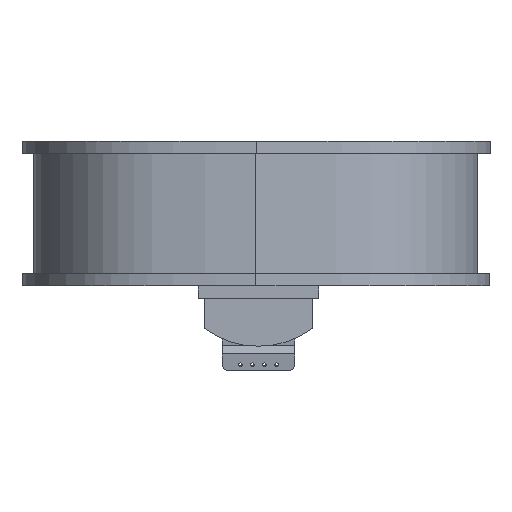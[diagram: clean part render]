
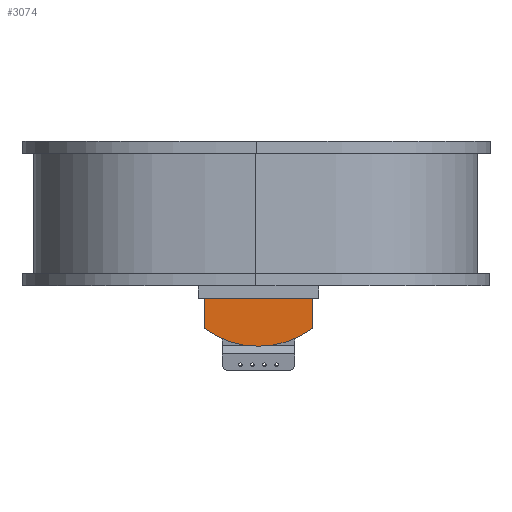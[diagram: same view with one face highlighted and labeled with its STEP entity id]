
A CAD part, front view. The second image highlights one B-rep face of the part: STEP entity #3074.
In plain terms, the highlighted planar face has unit normal (0, -1, 0).
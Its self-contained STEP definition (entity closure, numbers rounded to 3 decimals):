
#113 = VERTEX_POINT ( 'NONE', #8755 ) ;
#243 = AXIS2_PLACEMENT_3D ( 'NONE', #6299, #2149, #6996 ) ;
#252 = CARTESIAN_POINT ( 'NONE',  ( 95., 5., 35. ) ) ;
#442 = VERTEX_POINT ( 'NONE', #3972 ) ;
#718 = CIRCLE ( 'NONE', #243, 75. ) ;
#754 = EDGE_CURVE ( 'NONE', #7473, #442, #7350, .T. ) ;
#882 = AXIS2_PLACEMENT_3D ( 'NONE', #5509, #1371, #6214 ) ;
#1371 = DIRECTION ( 'NONE',  ( 0., -1., 0. ) ) ;
#1756 = ORIENTED_EDGE ( 'NONE', *, *, #5291, .T. ) ;
#1805 = VECTOR ( 'NONE', #8894, 1000. ) ;
#2082 = LINE ( 'NONE', #7783, #5547 ) ;
#2149 = DIRECTION ( 'NONE',  ( 0., -1., 0. ) ) ;
#2268 = CIRCLE ( 'NONE', #882, 75. ) ;
#2864 = FACE_OUTER_BOUND ( 'NONE', #7054, .T. ) ;
#2930 = DIRECTION ( 'NONE',  ( 0., 0., -1. ) ) ;
#3049 = CARTESIAN_POINT ( 'NONE',  ( 5., 5., 50. ) ) ;
#3061 = ORIENTED_EDGE ( 'NONE', *, *, #8778, .T. ) ;
#3074 = ADVANCED_FACE ( 'NONE', ( #2864 ), #7211, .F. ) ;
#3091 = CARTESIAN_POINT ( 'NONE',  ( 50., 5., 50. ) ) ;
#3105 = DIRECTION ( 'NONE',  ( 1., 0., 0. ) ) ;
#3118 = ORIENTED_EDGE ( 'NONE', *, *, #754, .T. ) ;
#3634 = CARTESIAN_POINT ( 'NONE',  ( 5., 5., 35. ) ) ;
#3972 = CARTESIAN_POINT ( 'NONE',  ( 5., 5., 10. ) ) ;
#4352 = VECTOR ( 'NONE', #3105, 1000. ) ;
#4454 = DIRECTION ( 'NONE',  ( 0., 0., 1. ) ) ;
#4702 = VERTEX_POINT ( 'NONE', #252 ) ;
#5030 = ORIENTED_EDGE ( 'NONE', *, *, #6535, .T. ) ;
#5081 = AXIS2_PLACEMENT_3D ( 'NONE', #3049, #8590, #4454 ) ;
#5291 = EDGE_CURVE ( 'NONE', #4702, #8559, #718, .T. ) ;
#5509 = CARTESIAN_POINT ( 'NONE',  ( 50., 5., -25. ) ) ;
#5547 = VECTOR ( 'NONE', #2930, 1000. ) ;
#5647 = EDGE_CURVE ( 'NONE', #4702, #113, #2082, .T. ) ;
#6174 = CARTESIAN_POINT ( 'NONE',  ( 5., 5., 50. ) ) ;
#6214 = DIRECTION ( 'NONE',  ( 0., 0., 1. ) ) ;
#6299 = CARTESIAN_POINT ( 'NONE',  ( 50., 5., -25. ) ) ;
#6535 = EDGE_CURVE ( 'NONE', #442, #113, #8025, .T. ) ;
#6996 = DIRECTION ( 'NONE',  ( 0., 0., 1. ) ) ;
#7054 = EDGE_LOOP ( 'NONE', ( #7728, #1756, #3061, #3118, #5030 ) ) ;
#7211 = PLANE ( 'NONE',  #5081 ) ;
#7350 = LINE ( 'NONE', #6174, #1805 ) ;
#7473 = VERTEX_POINT ( 'NONE', #3634 ) ;
#7728 = ORIENTED_EDGE ( 'NONE', *, *, #5647, .F. ) ;
#7783 = CARTESIAN_POINT ( 'NONE',  ( 95., 5., 50. ) ) ;
#8025 = LINE ( 'NONE', #8669, #4352 ) ;
#8559 = VERTEX_POINT ( 'NONE', #3091 ) ;
#8590 = DIRECTION ( 'NONE',  ( 0., 1., 0. ) ) ;
#8669 = CARTESIAN_POINT ( 'NONE',  ( 5., 5., 10. ) ) ;
#8755 = CARTESIAN_POINT ( 'NONE',  ( 95., 5., 10. ) ) ;
#8778 = EDGE_CURVE ( 'NONE', #8559, #7473, #2268, .T. ) ;
#8894 = DIRECTION ( 'NONE',  ( 0., 0., -1. ) ) ;
